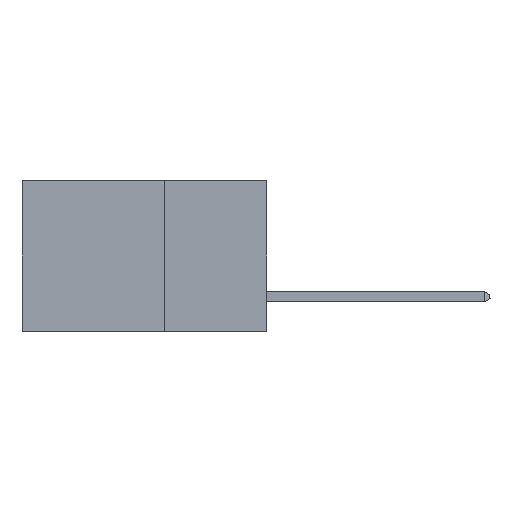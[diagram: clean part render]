
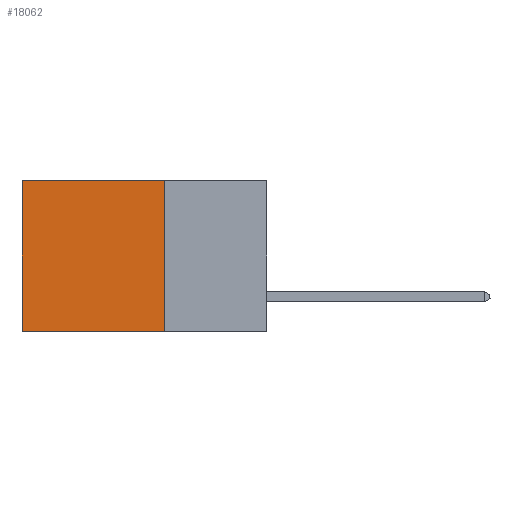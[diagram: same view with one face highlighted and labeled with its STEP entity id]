
A CAD part, left-side view. The second image highlights one B-rep face of the part: STEP entity #18062.
In plain terms, the highlighted planar face has unit normal (-1, 0, 0).
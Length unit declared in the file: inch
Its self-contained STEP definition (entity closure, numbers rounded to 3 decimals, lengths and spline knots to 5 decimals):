
#474 = DIRECTION ( 'NONE',  ( 0., 0., -1. ) ) ;
#478 = LINE ( 'NONE', #15642, #11924 ) ;
#728 = ORIENTED_EDGE ( 'NONE', *, *, #20256, .T. ) ;
#928 = VERTEX_POINT ( 'NONE', #4492 ) ;
#1942 = CARTESIAN_POINT ( 'NONE',  ( 0.2875, 0.25, -0.37 ) ) ;
#4492 = CARTESIAN_POINT ( 'NONE',  ( 0.2875, 0.6, -0.37 ) ) ;
#4558 = VECTOR ( 'NONE', #18525, 39.37008 ) ;
#5696 = CARTESIAN_POINT ( 'NONE',  ( 0.2875, 0.25, -0.37 ) ) ;
#7104 = VECTOR ( 'NONE', #9841, 39.37008 ) ;
#7422 = PLANE ( 'NONE',  #18144 ) ;
#7932 = ORIENTED_EDGE ( 'NONE', *, *, #12000, .F. ) ;
#9187 = LINE ( 'NONE', #21897, #4558 ) ;
#9245 = DIRECTION ( 'NONE',  ( 1., 0., 0. ) ) ;
#9810 = VECTOR ( 'NONE', #19144, 39.37008 ) ;
#9841 = DIRECTION ( 'NONE',  ( 0., 1., 0. ) ) ;
#10346 = DIRECTION ( 'NONE',  ( 0., 0., -1. ) ) ;
#10407 = LINE ( 'NONE', #21830, #7104 ) ;
#10785 = CARTESIAN_POINT ( 'NONE',  ( 0.2875, 0.25, 0. ) ) ;
#11730 = VERTEX_POINT ( 'NONE', #15711 ) ;
#11924 = VECTOR ( 'NONE', #10346, 39.37008 ) ;
#12000 = EDGE_CURVE ( 'NONE', #19606, #928, #14973, .T. ) ;
#14754 = CARTESIAN_POINT ( 'NONE',  ( 0.2875, 0.25, 0. ) ) ;
#14858 = EDGE_CURVE ( 'NONE', #11730, #928, #478, .T. ) ;
#14973 = LINE ( 'NONE', #1942, #9810 ) ;
#15624 = EDGE_LOOP ( 'NONE', ( #21753, #7932, #21017, #728 ) ) ;
#15642 = CARTESIAN_POINT ( 'NONE',  ( 0.2875, 0.6, 0. ) ) ;
#15711 = CARTESIAN_POINT ( 'NONE',  ( 0.2875, 0.6, 0. ) ) ;
#18062 = ADVANCED_FACE ( 'NONE', ( #21228 ), #7422, .F. ) ;
#18144 = AXIS2_PLACEMENT_3D ( 'NONE', #10785, #9245, #474 ) ;
#18525 = DIRECTION ( 'NONE',  ( 0., 0., -1. ) ) ;
#19144 = DIRECTION ( 'NONE',  ( 0., 1., 0. ) ) ;
#19606 = VERTEX_POINT ( 'NONE', #5696 ) ;
#20256 = EDGE_CURVE ( 'NONE', #21682, #11730, #10407, .T. ) ;
#21017 = ORIENTED_EDGE ( 'NONE', *, *, #22290, .F. ) ;
#21228 = FACE_OUTER_BOUND ( 'NONE', #15624, .T. ) ;
#21682 = VERTEX_POINT ( 'NONE', #14754 ) ;
#21753 = ORIENTED_EDGE ( 'NONE', *, *, #14858, .T. ) ;
#21830 = CARTESIAN_POINT ( 'NONE',  ( 0.2875, 0.25, 0. ) ) ;
#21897 = CARTESIAN_POINT ( 'NONE',  ( 0.2875, 0.25, 0. ) ) ;
#22290 = EDGE_CURVE ( 'NONE', #21682, #19606, #9187, .T. ) ;
